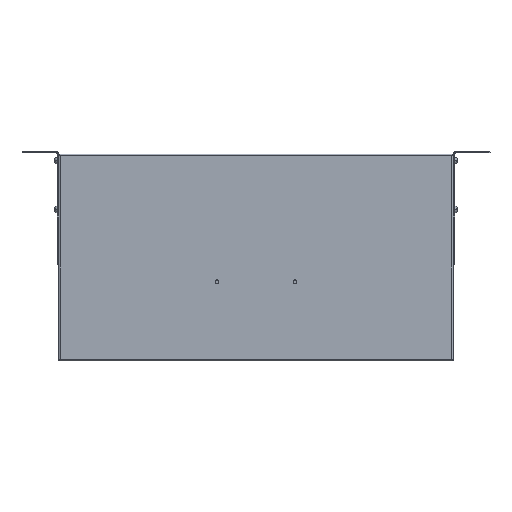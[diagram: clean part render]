
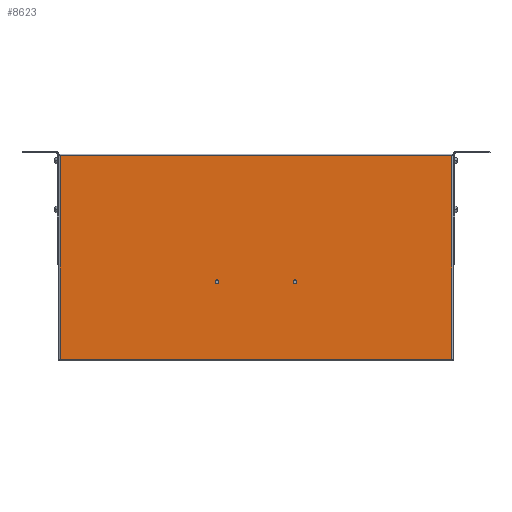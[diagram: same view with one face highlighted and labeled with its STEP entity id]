
A CAD part, front view. The second image highlights one B-rep face of the part: STEP entity #8623.
In plain terms, the highlighted planar face has unit normal (0, -1, 0).
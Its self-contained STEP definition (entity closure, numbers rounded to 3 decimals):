
#138 = VERTEX_POINT ( 'NONE', #14038 ) ;
#276 = CARTESIAN_POINT ( 'NONE',  ( -201., -42.5, -104.5 ) ) ;
#354 = VERTEX_POINT ( 'NONE', #3082 ) ;
#585 = CIRCLE ( 'NONE', #6018, 2. ) ;
#694 = EDGE_CURVE ( 'NONE', #18561, #354, #9083, .T. ) ;
#1161 = CARTESIAN_POINT ( 'NONE',  ( 40., -42.5, -27. ) ) ;
#1575 = VECTOR ( 'NONE', #18054, 1000. ) ;
#1667 = LINE ( 'NONE', #3050, #11982 ) ;
#1673 = ORIENTED_EDGE ( 'NONE', *, *, #15507, .F. ) ;
#2111 = CIRCLE ( 'NONE', #5577, 2. ) ;
#2341 = EDGE_LOOP ( 'NONE', ( #18393, #15279, #12819, #13846 ) ) ;
#2740 = ORIENTED_EDGE ( 'NONE', *, *, #14041, .F. ) ;
#2931 = VERTEX_POINT ( 'NONE', #15160 ) ;
#3009 = CARTESIAN_POINT ( 'NONE',  ( 40., -42.5, -23. ) ) ;
#3050 = CARTESIAN_POINT ( 'NONE',  ( 201., -42.5, 0. ) ) ;
#3082 = CARTESIAN_POINT ( 'NONE',  ( -40., -42.5, -23. ) ) ;
#3946 = AXIS2_PLACEMENT_3D ( 'NONE', #19013, #5019, #15892 ) ;
#4154 = ORIENTED_EDGE ( 'NONE', *, *, #694, .F. ) ;
#4606 = EDGE_CURVE ( 'NONE', #10706, #138, #1667, .T. ) ;
#5019 = DIRECTION ( 'NONE',  ( 0., -1., 0. ) ) ;
#5117 = VERTEX_POINT ( 'NONE', #3009 ) ;
#5577 = AXIS2_PLACEMENT_3D ( 'NONE', #18834, #12751, #12747 ) ;
#6018 = AXIS2_PLACEMENT_3D ( 'NONE', #8336, #11676, #9088 ) ;
#7785 = DIRECTION ( 'NONE',  ( 0., 0., 1. ) ) ;
#8180 = FACE_OUTER_BOUND ( 'NONE', #2341, .T. ) ;
#8336 = CARTESIAN_POINT ( 'NONE',  ( 40., -42.5, -25. ) ) ;
#8623 = ADVANCED_FACE ( 'NONE', ( #13279, #8712, #8180 ), #16985, .T. ) ;
#8712 = FACE_BOUND ( 'NONE', #12214, .T. ) ;
#8953 = DIRECTION ( 'NONE',  ( -1., 0., 0. ) ) ;
#8985 = CARTESIAN_POINT ( 'NONE',  ( 0., -42.5, 104.5 ) ) ;
#9083 = CIRCLE ( 'NONE', #19951, 2. ) ;
#9088 = DIRECTION ( 'NONE',  ( 0., 0., -1. ) ) ;
#9447 = LINE ( 'NONE', #8985, #14206 ) ;
#9802 = ORIENTED_EDGE ( 'NONE', *, *, #13683, .F. ) ;
#9962 = EDGE_CURVE ( 'NONE', #16797, #10706, #14256, .T. ) ;
#10270 = CARTESIAN_POINT ( 'NONE',  ( -40., -42.5, -25. ) ) ;
#10706 = VERTEX_POINT ( 'NONE', #11911 ) ;
#10937 = EDGE_CURVE ( 'NONE', #2931, #16797, #16944, .T. ) ;
#11379 = AXIS2_PLACEMENT_3D ( 'NONE', #17938, #16917, #16843 ) ;
#11676 = DIRECTION ( 'NONE',  ( 0., -1., 0. ) ) ;
#11911 = CARTESIAN_POINT ( 'NONE',  ( 201., -42.5, -104.5 ) ) ;
#11982 = VECTOR ( 'NONE', #7785, 1000. ) ;
#12214 = EDGE_LOOP ( 'NONE', ( #1673, #4154 ) ) ;
#12747 = DIRECTION ( 'NONE',  ( 0., 0., -1. ) ) ;
#12751 = DIRECTION ( 'NONE',  ( 0., -1., 0. ) ) ;
#12819 = ORIENTED_EDGE ( 'NONE', *, *, #9962, .T. ) ;
#12970 = EDGE_CURVE ( 'NONE', #138, #2931, #9447, .T. ) ;
#13105 = DIRECTION ( 'NONE',  ( 0., -1., 0. ) ) ;
#13279 = FACE_BOUND ( 'NONE', #16593, .T. ) ;
#13683 = EDGE_CURVE ( 'NONE', #5117, #13816, #585, .T. ) ;
#13816 = VERTEX_POINT ( 'NONE', #1161 ) ;
#13846 = ORIENTED_EDGE ( 'NONE', *, *, #4606, .T. ) ;
#14038 = CARTESIAN_POINT ( 'NONE',  ( 201., -42.5, 104.5 ) ) ;
#14041 = EDGE_CURVE ( 'NONE', #13816, #5117, #2111, .T. ) ;
#14206 = VECTOR ( 'NONE', #8953, 1000. ) ;
#14256 = LINE ( 'NONE', #18671, #1575 ) ;
#14973 = DIRECTION ( 'NONE',  ( 0., 0., -1. ) ) ;
#15160 = CARTESIAN_POINT ( 'NONE',  ( -201., -42.5, 104.5 ) ) ;
#15279 = ORIENTED_EDGE ( 'NONE', *, *, #10937, .T. ) ;
#15373 = CARTESIAN_POINT ( 'NONE',  ( -201., -42.5, 0. ) ) ;
#15507 = EDGE_CURVE ( 'NONE', #354, #18561, #18382, .T. ) ;
#15892 = DIRECTION ( 'NONE',  ( 0., 0., -1. ) ) ;
#16077 = DIRECTION ( 'NONE',  ( 0., 0., -1. ) ) ;
#16470 = CARTESIAN_POINT ( 'NONE',  ( -40., -42.5, -27. ) ) ;
#16593 = EDGE_LOOP ( 'NONE', ( #9802, #2740 ) ) ;
#16714 = VECTOR ( 'NONE', #16077, 1000. ) ;
#16797 = VERTEX_POINT ( 'NONE', #276 ) ;
#16843 = DIRECTION ( 'NONE',  ( 0., 0., -1. ) ) ;
#16917 = DIRECTION ( 'NONE',  ( 0., -1., 0. ) ) ;
#16944 = LINE ( 'NONE', #15373, #16714 ) ;
#16985 = PLANE ( 'NONE',  #11379 ) ;
#17938 = CARTESIAN_POINT ( 'NONE',  ( 0., -42.5, 0. ) ) ;
#18054 = DIRECTION ( 'NONE',  ( 1., 0., 0. ) ) ;
#18382 = CIRCLE ( 'NONE', #3946, 2. ) ;
#18393 = ORIENTED_EDGE ( 'NONE', *, *, #12970, .T. ) ;
#18561 = VERTEX_POINT ( 'NONE', #16470 ) ;
#18671 = CARTESIAN_POINT ( 'NONE',  ( 0., -42.5, -104.5 ) ) ;
#18834 = CARTESIAN_POINT ( 'NONE',  ( 40., -42.5, -25. ) ) ;
#19013 = CARTESIAN_POINT ( 'NONE',  ( -40., -42.5, -25. ) ) ;
#19951 = AXIS2_PLACEMENT_3D ( 'NONE', #10270, #13105, #14973 ) ;
